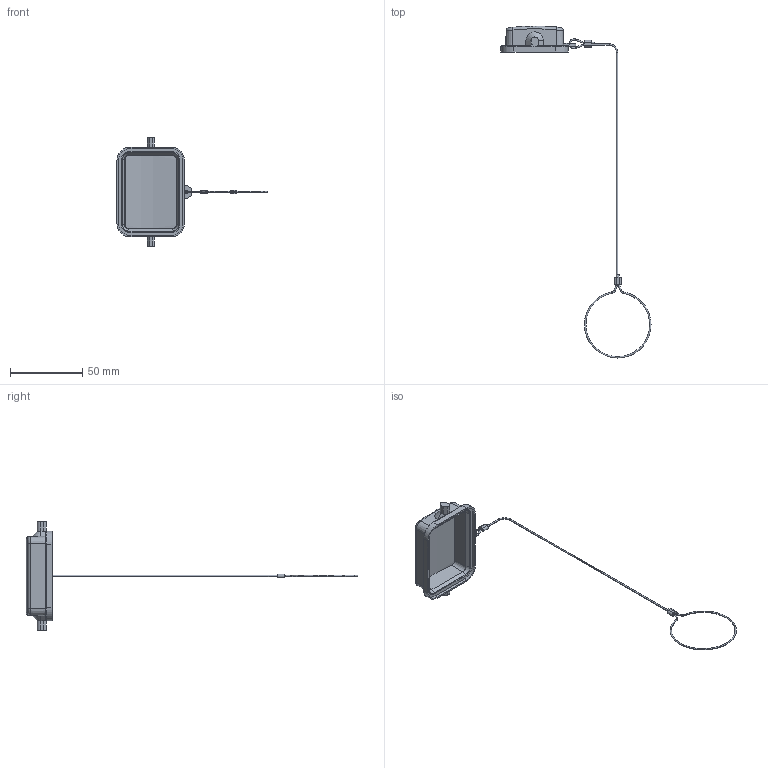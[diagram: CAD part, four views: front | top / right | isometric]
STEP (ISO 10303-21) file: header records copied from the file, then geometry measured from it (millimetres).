
FILE_DESCRIPTION(/* description */ (''),/* implementation_level */ '2;1');
FILE_NAME(/* name */ '3D_1110060108503_H6B-CV-2B_1_V1.0.stp',/* time_stamp */ '2024-03-21T10:57:50+08:00',/* author */ (''),/* organization */ (''),/* preprocessor_version */ 'ST-DEVELOPER v18.1',/* originating_system */ 'SIEMENS PLM Software NX 1980',/* authorisation */ '');
FILE_SCHEMA (('AUTOMOTIVE_DESIGN { 1 0 10303 214 3 1 1 1 }'));
Length unit declared in the file: millimetre
Products named in the file (1): _model1
Bounding box: 103.71 x 229.38 x 75 mm (x, y, z)
Volume: 11576.9 mm3; surface area: 12690.4 mm2
Topology: 1 solids, 1 shells, 236 faces, 619 edges, 391 vertices
Faces by surface type: cylinder 95, plane 87, torus 32, cone 21, bspline 1
Entity records: 8096 total; most frequent: CARTESIAN_POINT 2470, ORIENTED_EDGE 1238, DIRECTION 1085, EDGE_CURVE 619, AXIS2_PLACEMENT_3D 415, VERTEX_POINT 391, LINE 255, VECTOR 255
